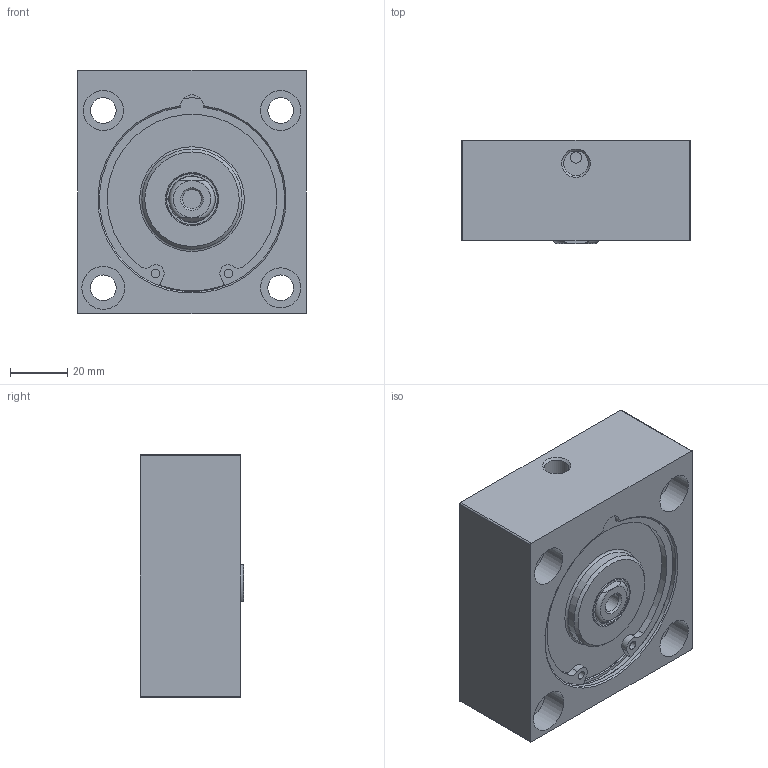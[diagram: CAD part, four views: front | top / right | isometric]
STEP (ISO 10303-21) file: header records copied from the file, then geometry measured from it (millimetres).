
FILE_DESCRIPTION((''),'2;1');
FILE_NAME('RS063.010.GS.F.stp','2014-07-29T17:01:04',('carlo.corazza'),(''),'Autodesk Inventor 2012','Autodesk Inventor 2012','');
FILE_SCHEMA(('AUTOMOTIVE_DESIGN { 1 0 10303 214 1 1 1 1 }'));
Length unit declared in the file: millimetre
Products named in the file (4): RS063.010.GS.F; CORPO-010; TA; STELO-010
Assembly tree (3 placements, depth 2):
  RS063.010.GS.F
    CORPO-010
    TA
    STELO-010
Bounding box: 80 x 36 x 85 mm (x, y, z)
Volume: 213479.4 mm3; surface area: 43554.3 mm2
Topology: 3 solids, 3 shells, 97 faces, 218 edges, 141 vertices
Faces by surface type: plane 38, cylinder 38, cone 16, torus 5
Full cylindrical faces by diameter (mm): 3 x2, 4 x1, 6.647 x1, 8.566 x1, 9 x4, 14 x6, 15 x2, 16 x1, 18 x1, 35 x1, 64.8 x1
Entity records: 2890 total; most frequent: CARTESIAN_POINT 559, DIRECTION 480, ORIENTED_EDGE 362, AXIS2_PLACEMENT_3D 210, EDGE_CURVE 181, EDGE_LOOP 154, VERTEX_POINT 135, CIRCLE 104
